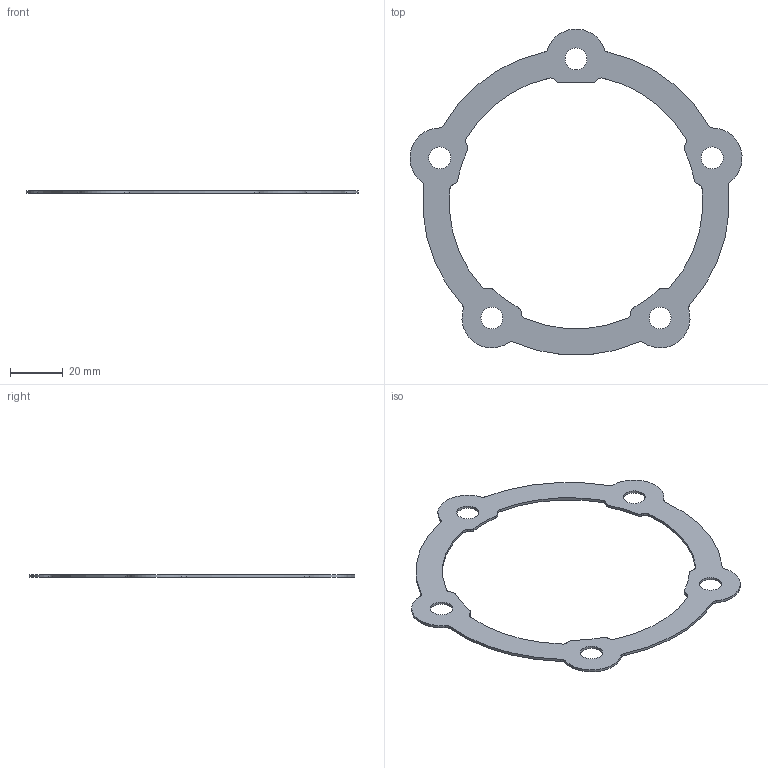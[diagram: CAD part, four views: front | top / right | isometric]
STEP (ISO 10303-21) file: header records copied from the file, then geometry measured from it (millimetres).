
FILE_DESCRIPTION(/* description */ (''),/* implementation_level */ '2;1');
FILE_NAME(/* name */ 'Morini 500 Sicherung Kettenrad.stp',/* time_stamp */ '2020-04-13T16:29:27+02:00',/* author */ ('mfr'),/* organization */ (''),/* preprocessor_version */ 'ST-DEVELOPER v16.5',/* originating_system */ 'Autodesk Inventor 2017',/* authorisation */ '');
FILE_SCHEMA (('AUTOMOTIVE_DESIGN { 1 0 10303 214 3 1 1 }'));
Length unit declared in the file: millimetre
Products named in the file (1): Morini 500 Sicherung Kettenrad
Bounding box: 125.64 x 123.26 x 1 mm (x, y, z)
Volume: 3877.4 mm3; surface area: 8593.7 mm2
Topology: 1 solids, 1 shells, 67 faces, 195 edges, 130 vertices
Faces by surface type: cylinder 65, plane 2
Full cylindrical faces by diameter (mm): 8.3 x5
Entity records: 2328 total; most frequent: DIRECTION 456, CARTESIAN_POINT 388, ORIENTED_EDGE 380, AXIS2_PLACEMENT_3D 198, EDGE_CURVE 190, CIRCLE 130, VERTEX_POINT 130, EDGE_LOOP 84
